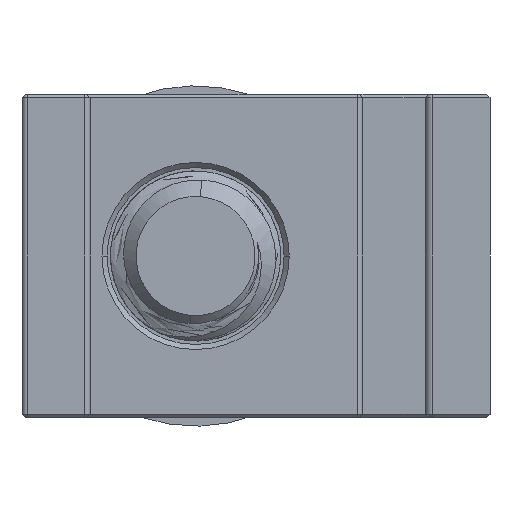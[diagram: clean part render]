
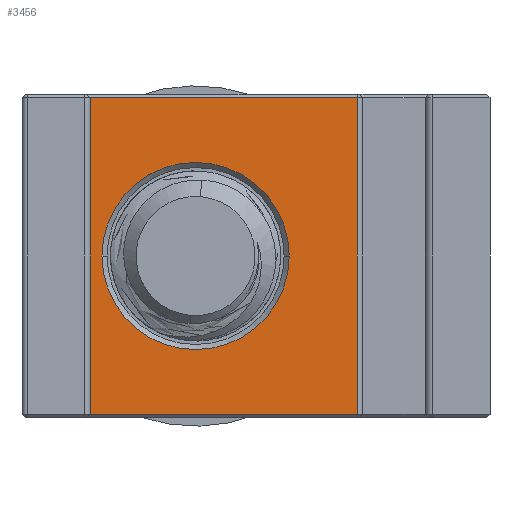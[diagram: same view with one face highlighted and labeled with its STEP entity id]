
A CAD part, front view. The second image highlights one B-rep face of the part: STEP entity #3456.
In plain terms, the highlighted planar face has unit normal (0, -1, 0).
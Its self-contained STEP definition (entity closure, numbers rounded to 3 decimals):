
#126 = CARTESIAN_POINT ( 'NONE',  ( 19.7, 3.5, 0.2 ) ) ;
#181 = DIRECTION ( 'NONE',  ( 0., 0., 1. ) ) ;
#285 = CARTESIAN_POINT ( 'NONE',  ( 19.7, 3.5, 19. ) ) ;
#331 = EDGE_CURVE ( 'NONE', #5467, #2863, #1320, .T. ) ;
#544 = EDGE_CURVE ( 'NONE', #2451, #4107, #4846, .T. ) ;
#570 = EDGE_CURVE ( 'NONE', #2863, #5467, #3450, .T. ) ;
#580 = EDGE_CURVE ( 'NONE', #4107, #2125, #3409, .T. ) ;
#598 = EDGE_CURVE ( 'NONE', #2125, #2507, #3241, .T. ) ;
#612 = EDGE_CURVE ( 'NONE', #2507, #2451, #2569, .T. ) ;
#655 = PLANE ( 'NONE',  #3028 ) ;
#762 = CARTESIAN_POINT ( 'NONE',  ( 20., 3.5, 18.8 ) ) ;
#1064 = DIRECTION ( 'NONE',  ( -1., 0., 0. ) ) ;
#1230 = DIRECTION ( 'NONE',  ( -1., 0., 0. ) ) ;
#1320 = CIRCLE ( 'NONE', #2136, 5.5 ) ;
#1353 = CARTESIAN_POINT ( 'NONE',  ( 10.2, 3.5, 9.5 ) ) ;
#1354 = DIRECTION ( 'NONE',  ( 0., 1., 0. ) ) ;
#1358 = DIRECTION ( 'NONE',  ( -1., 0., 0. ) ) ;
#1453 = ORIENTED_EDGE ( 'NONE', *, *, #612, .T. ) ;
#1654 = ORIENTED_EDGE ( 'NONE', *, *, #570, .T. ) ;
#2107 = ORIENTED_EDGE ( 'NONE', *, *, #331, .T. ) ;
#2125 = VERTEX_POINT ( 'NONE', #126 ) ;
#2136 = AXIS2_PLACEMENT_3D ( 'NONE', #1353, #1354, #1358 ) ;
#2324 = VECTOR ( 'NONE', #1064, 1000. ) ;
#2433 = ORIENTED_EDGE ( 'NONE', *, *, #580, .T. ) ;
#2451 = VERTEX_POINT ( 'NONE', #5165 ) ;
#2507 = VERTEX_POINT ( 'NONE', #5015 ) ;
#2569 = LINE ( 'NONE', #762, #2324 ) ;
#2722 = VECTOR ( 'NONE', #181, 1000. ) ;
#2863 = VERTEX_POINT ( 'NONE', #3101 ) ;
#3028 = AXIS2_PLACEMENT_3D ( 'NONE', #3719, #3905, #1230 ) ;
#3101 = CARTESIAN_POINT ( 'NONE',  ( 4.7, 3.5, 9.5 ) ) ;
#3241 = LINE ( 'NONE', #285, #2722 ) ;
#3300 = ORIENTED_EDGE ( 'NONE', *, *, #598, .T. ) ;
#3327 = VECTOR ( 'NONE', #5693, 1000. ) ;
#3409 = LINE ( 'NONE', #5702, #3327 ) ;
#3450 = CIRCLE ( 'NONE', #4373, 5.5 ) ;
#3456 = ADVANCED_FACE ( 'NONE', ( #5120, #5544 ), #655, .F. ) ;
#3719 = CARTESIAN_POINT ( 'NONE',  ( 20., 3.5, 19. ) ) ;
#3905 = DIRECTION ( 'NONE',  ( 0., 1., 0. ) ) ;
#4107 = VERTEX_POINT ( 'NONE', #5037 ) ;
#4373 = AXIS2_PLACEMENT_3D ( 'NONE', #5774, #5778, #5785 ) ;
#4831 = VECTOR ( 'NONE', #5374, 1000. ) ;
#4846 = LINE ( 'NONE', #5367, #4831 ) ;
#5015 = CARTESIAN_POINT ( 'NONE',  ( 19.7, 3.5, 18.8 ) ) ;
#5037 = CARTESIAN_POINT ( 'NONE',  ( 4., 3.5, 0.2 ) ) ;
#5120 = FACE_BOUND ( 'NONE', #5647, .T. ) ;
#5165 = CARTESIAN_POINT ( 'NONE',  ( 4., 3.5, 18.8 ) ) ;
#5206 = ORIENTED_EDGE ( 'NONE', *, *, #544, .T. ) ;
#5367 = CARTESIAN_POINT ( 'NONE',  ( 4., 3.5, 19. ) ) ;
#5374 = DIRECTION ( 'NONE',  ( 0., 0., -1. ) ) ;
#5467 = VERTEX_POINT ( 'NONE', #5823 ) ;
#5544 = FACE_OUTER_BOUND ( 'NONE', #5836, .T. ) ;
#5647 = EDGE_LOOP ( 'NONE', ( #2107, #1654 ) ) ;
#5693 = DIRECTION ( 'NONE',  ( 1., 0., 0. ) ) ;
#5702 = CARTESIAN_POINT ( 'NONE',  ( 19.7, 3.5, 0.2 ) ) ;
#5774 = CARTESIAN_POINT ( 'NONE',  ( 10.2, 3.5, 9.5 ) ) ;
#5778 = DIRECTION ( 'NONE',  ( 0., 1., 0. ) ) ;
#5785 = DIRECTION ( 'NONE',  ( -1., 0., 0. ) ) ;
#5823 = CARTESIAN_POINT ( 'NONE',  ( 15.7, 3.5, 9.5 ) ) ;
#5836 = EDGE_LOOP ( 'NONE', ( #5206, #2433, #3300, #1453 ) ) ;
